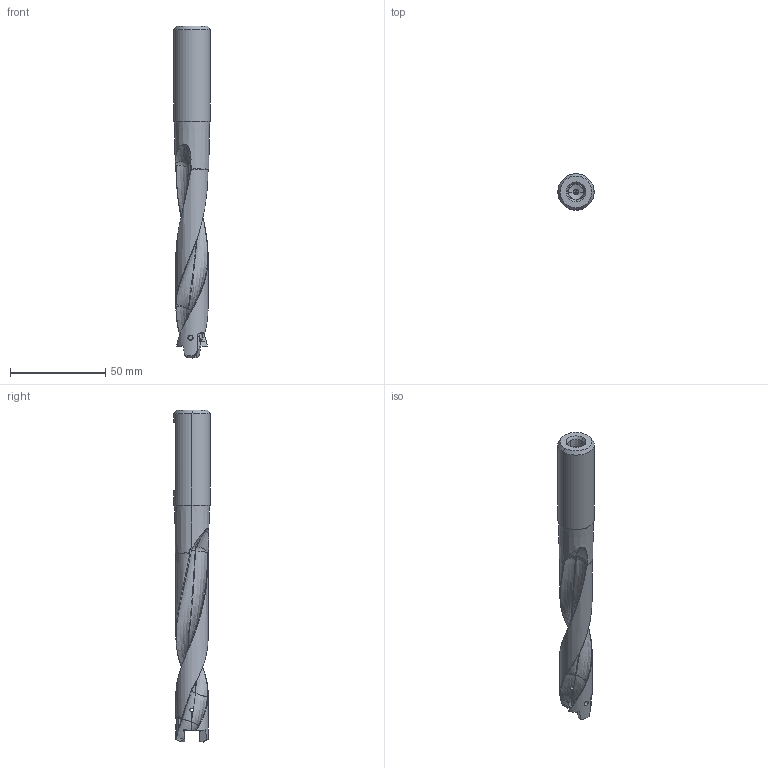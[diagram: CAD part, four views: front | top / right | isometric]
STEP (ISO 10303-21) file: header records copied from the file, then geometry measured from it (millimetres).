
FILE_DESCRIPTION(/* description */ (''),/* implementation_level */ '2;1');
FILE_NAME(/* name */ 'STAWMN0046.stp',/* time_stamp */ '2025-06-11T16:51:37+09:00',/* author */ (''),/* organization */ (''),/* preprocessor_version */ 'ST-DEVELOPER v18.101',/* originating_system */ 'SIEMENS PLM Software NX 2011',/* authorisation */ '');
FILE_SCHEMA (('AUTOMOTIVE_DESIGN { 1 0 10303 214 3 1 1 1 }'));
Length unit declared in the file: millimetre
Products named in the file (1): STAWMN0046_ASM
Bounding box: 19.05 x 19.05 x 174.65 mm (x, y, z)
Volume: 27633 mm3; surface area: 13266.2 mm2
Topology: 3 solids, 3 shells, 215 faces, 665 edges, 447 vertices
Faces by surface type: cylinder 73, plane 42, cone 36, sphere 28, bspline 28, torus 6, revolution 2
Entity records: 14398 total; most frequent: CARTESIAN_POINT 9022, ORIENTED_EDGE 1298, DIRECTION 836, EDGE_CURVE 649, VERTEX_POINT 443, B_SPLINE_CURVE_WITH_KNOTS 368, AXIS2_PLACEMENT_3D 351, EDGE_LOOP 228
